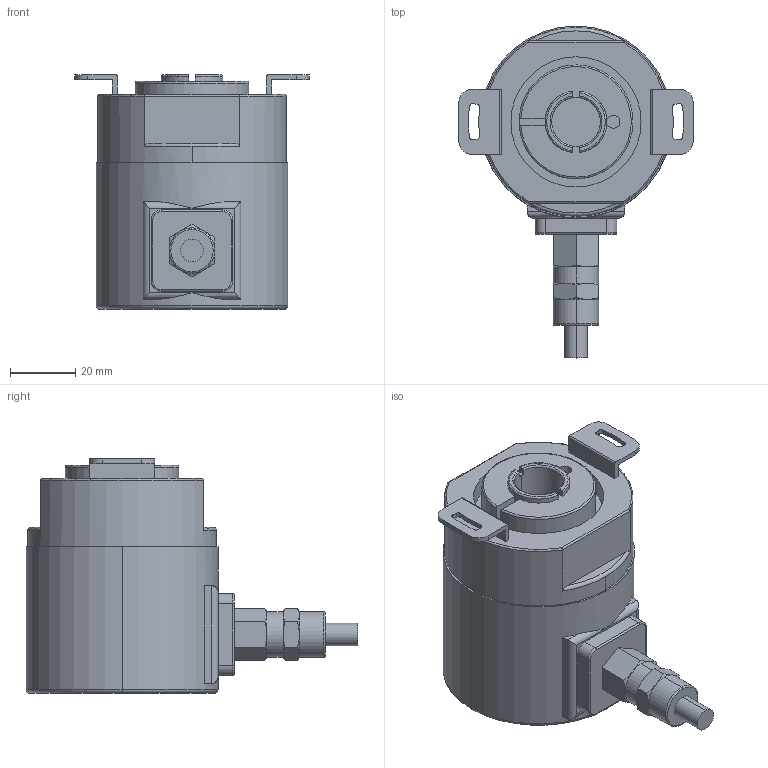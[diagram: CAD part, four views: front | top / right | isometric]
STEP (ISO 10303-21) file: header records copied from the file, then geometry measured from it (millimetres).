
FILE_DESCRIPTION((''),'2;1');
FILE_NAME('ASS58_D203111A','2006-10-19T',('Pepperl+Fuchs'),('Industriehansa'),'PRO/ENGINEER BY PARAMETRIC TECHNOLOGY CORPORATION, 2005290','PRO/ENGINEER BY PARAMETRIC TECHNOLOGY CORPORATION, 2005290','');
FILE_SCHEMA(('AUTOMOTIVE_DESIGN_CC2 { 1 2 10303 214 -1 1 5 2 }'));
Length unit declared in the file: millimetre
Products named in the file (1): ASS58_D203111A
Bounding box: 72 x 102 x 72 mm (x, y, z)
Volume: 184467.1 mm3; surface area: 24676.4 mm2
Topology: 1 solids, 1 shells, 154 faces, 396 edges, 262 vertices
Faces by surface type: plane 66, cylinder 53, cone 18, torus 17
Entity records: 7208 total; most frequent: CARTESIAN_POINT 1144, DIRECTION 789, ORIENTED_EDGE 774, PRESENTATION_STYLE_ASSIGNMENT 552, STYLED_ITEM 500, CURVE_STYLE 397, EDGE_CURVE 387, AXIS2_PLACEMENT_3D 300
